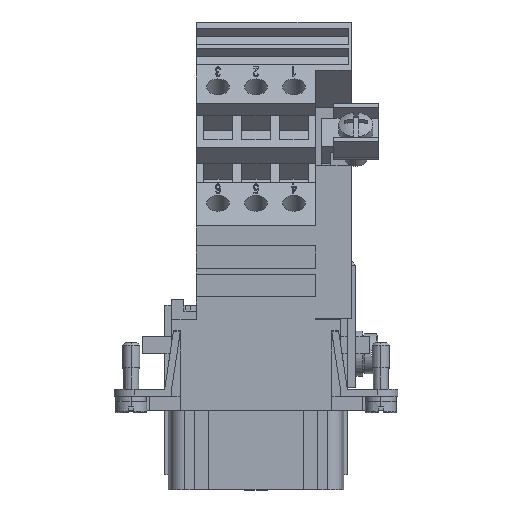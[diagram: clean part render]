
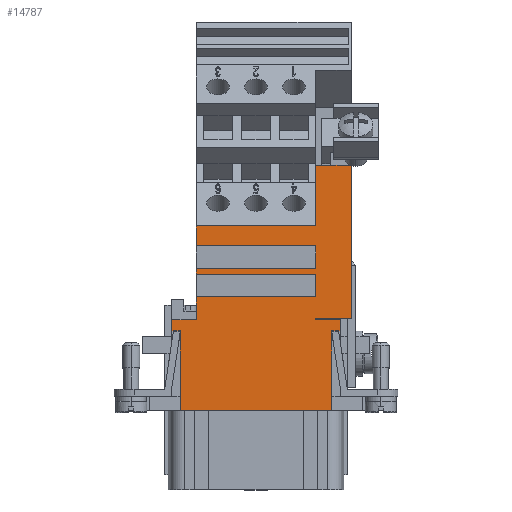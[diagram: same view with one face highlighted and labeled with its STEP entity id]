
A CAD part, top view. The second image highlights one B-rep face of the part: STEP entity #14787.
In plain terms, the highlighted planar face has unit normal (0, 0, 1).
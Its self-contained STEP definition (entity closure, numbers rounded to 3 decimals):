
#4774=CARTESIAN_POINT('',(13.35,0.0,17.0));
#4775=VERTEX_POINT('',#4774);
#4782=CARTESIAN_POINT('',(-13.35,0.0,17.0));
#4783=VERTEX_POINT('',#4782);
#4784=CARTESIAN_POINT('',(13.35,0.0,17.0));
#4785=DIRECTION('',(-1.0,0.0,0.0));
#4786=VECTOR('',#4785,26.7);
#4787=LINE('',#4784,#4786);
#4788=EDGE_CURVE('',#4775,#4783,#4787,.T.);
#7461=CARTESIAN_POINT('',(10.5,32.5,17.));
#7462=VERTEX_POINT('',#7461);
#7487=CARTESIAN_POINT('',(-10.5,32.5,17.));
#7488=VERTEX_POINT('',#7487);
#7495=CARTESIAN_POINT('',(10.5,32.5,17.));
#7496=DIRECTION('',(-1.0,0.0,0.0));
#7497=VECTOR('',#7496,21.);
#7498=LINE('',#7495,#7497);
#7499=EDGE_CURVE('',#7462,#7488,#7498,.T.);
#14397=CARTESIAN_POINT('',(-10.5,20.0,17.0));
#14398=VERTEX_POINT('',#14397);
#14405=CARTESIAN_POINT('',(10.5,20.0,17.0));
#14406=VERTEX_POINT('',#14405);
#14407=CARTESIAN_POINT('',(10.5,20.0,17.0));
#14408=DIRECTION('',(-1.0,0.0,0.0));
#14409=VECTOR('',#14408,21.);
#14410=LINE('',#14407,#14409);
#14411=EDGE_CURVE('',#14406,#14398,#14410,.T.);
#14436=CARTESIAN_POINT('',(10.5,24.0,17.0));
#14437=VERTEX_POINT('',#14436);
#14438=CARTESIAN_POINT('',(10.5,24.0,17.0));
#14439=DIRECTION('',(0.0,-1.0,0.0));
#14440=VECTOR('',#14439,4.0);
#14441=LINE('',#14438,#14440);
#14442=EDGE_CURVE('',#14437,#14406,#14441,.T.);
#14467=CARTESIAN_POINT('',(-10.5,24.0,17.0));
#14468=VERTEX_POINT('',#14467);
#14469=CARTESIAN_POINT('',(-10.5,24.0,17.0));
#14470=DIRECTION('',(1.0,0.0,0.0));
#14471=VECTOR('',#14470,21.);
#14472=LINE('',#14469,#14471);
#14473=EDGE_CURVE('',#14468,#14437,#14472,.T.);
#14516=CARTESIAN_POINT('',(-10.5,25.0,17.0));
#14517=VERTEX_POINT('',#14516);
#14524=CARTESIAN_POINT('',(10.5,25.0,17.0));
#14525=VERTEX_POINT('',#14524);
#14526=CARTESIAN_POINT('',(10.5,25.0,17.0));
#14527=DIRECTION('',(-1.0,0.0,0.0));
#14528=VECTOR('',#14527,21.);
#14529=LINE('',#14526,#14528);
#14530=EDGE_CURVE('',#14525,#14517,#14529,.T.);
#14555=CARTESIAN_POINT('',(10.5,29.0,17.0));
#14556=VERTEX_POINT('',#14555);
#14557=CARTESIAN_POINT('',(10.5,29.0,17.0));
#14558=DIRECTION('',(0.0,-1.0,0.0));
#14559=VECTOR('',#14558,4.0);
#14560=LINE('',#14557,#14559);
#14561=EDGE_CURVE('',#14556,#14525,#14560,.T.);
#14586=CARTESIAN_POINT('',(-10.5,29.0,17.0));
#14587=VERTEX_POINT('',#14586);
#14588=CARTESIAN_POINT('',(-10.5,29.0,17.0));
#14589=DIRECTION('',(1.0,0.0,0.0));
#14590=VECTOR('',#14589,21.);
#14591=LINE('',#14588,#14590);
#14592=EDGE_CURVE('',#14587,#14556,#14591,.T.);
#14620=CARTESIAN_POINT('',(-10.5,0.0,17.0));
#14621=DIRECTION('',(0.0,0.0,1.0));
#14622=DIRECTION('',(1.0,0.0,0.0));
#14623=AXIS2_PLACEMENT_3D('',#14620,#14621,#14622);
#14624=PLANE('',#14623);
#14625=ORIENTED_EDGE('',*,*,#14473,.T.);
#14626=ORIENTED_EDGE('',*,*,#14442,.T.);
#14627=ORIENTED_EDGE('',*,*,#14411,.T.);
#14628=CARTESIAN_POINT('',(-10.5,16.0,17.0));
#14629=VERTEX_POINT('',#14628);
#14630=CARTESIAN_POINT('',(-10.5,16.0,17.0));
#14631=DIRECTION('',(0.0,1.0,0.0));
#14632=VECTOR('',#14631,4.0);
#14633=LINE('',#14630,#14632);
#14634=EDGE_CURVE('',#14629,#14398,#14633,.T.);
#14635=ORIENTED_EDGE('',*,*,#14634,.F.);
#14636=CARTESIAN_POINT('',(-14.85,16.0,17.));
#14637=VERTEX_POINT('',#14636);
#14638=CARTESIAN_POINT('',(-10.5,16.0,17.0));
#14639=DIRECTION('',(-1.0,0.0,0.0));
#14640=VECTOR('',#14639,4.35);
#14641=LINE('',#14638,#14640);
#14642=EDGE_CURVE('',#14629,#14637,#14641,.T.);
#14643=ORIENTED_EDGE('',*,*,#14642,.T.);
#14644=CARTESIAN_POINT('',(-14.85,14.,17.));
#14645=VERTEX_POINT('',#14644);
#14646=CARTESIAN_POINT('',(-14.85,14.,17.));
#14647=DIRECTION('',(0.0,1.0,0.0));
#14648=VECTOR('',#14647,2.);
#14649=LINE('',#14646,#14648);
#14650=EDGE_CURVE('',#14645,#14637,#14649,.T.);
#14651=ORIENTED_EDGE('',*,*,#14650,.F.);
#14652=CARTESIAN_POINT('',(-14.536,14.,17.0));
#14653=VERTEX_POINT('',#14652);
#14654=CARTESIAN_POINT('',(-14.85,14.,17.));
#14655=DIRECTION('',(1.0,0.0,0.0));
#14656=VECTOR('',#14655,0.314);
#14657=LINE('',#14654,#14656);
#14658=EDGE_CURVE('',#14645,#14653,#14657,.T.);
#14659=ORIENTED_EDGE('',*,*,#14658,.T.);
#14660=CARTESIAN_POINT('',(-13.35,14.,17.0));
#14661=VERTEX_POINT('',#14660);
#14662=CARTESIAN_POINT('',(-14.536,14.,17.0));
#14663=DIRECTION('',(1.0,0.0,0.0));
#14664=VECTOR('',#14663,1.186);
#14665=LINE('',#14662,#14664);
#14666=EDGE_CURVE('',#14653,#14661,#14665,.T.);
#14667=ORIENTED_EDGE('',*,*,#14666,.T.);
#14668=CARTESIAN_POINT('',(-13.35,13.818,17.0));
#14669=VERTEX_POINT('',#14668);
#14670=CARTESIAN_POINT('',(-13.35,14.,17.0));
#14671=DIRECTION('',(0.0,-1.0,0.0));
#14672=VECTOR('',#14671,0.182);
#14673=LINE('',#14670,#14672);
#14674=EDGE_CURVE('',#14661,#14669,#14673,.T.);
#14675=ORIENTED_EDGE('',*,*,#14674,.T.);
#14676=CARTESIAN_POINT('',(-13.35,13.818,17.0));
#14677=DIRECTION('',(0.0,-1.0,0.0));
#14678=VECTOR('',#14677,13.818);
#14679=LINE('',#14676,#14678);
#14680=EDGE_CURVE('',#14669,#4783,#14679,.T.);
#14681=ORIENTED_EDGE('',*,*,#14680,.T.);
#14682=ORIENTED_EDGE('',*,*,#4788,.F.);
#14683=CARTESIAN_POINT('',(13.35,13.818,17.0));
#14684=VERTEX_POINT('',#14683);
#14685=CARTESIAN_POINT('',(13.35,0.0,17.0));
#14686=DIRECTION('',(0.0,1.0,0.0));
#14687=VECTOR('',#14686,13.818);
#14688=LINE('',#14685,#14687);
#14689=EDGE_CURVE('',#4775,#14684,#14688,.T.);
#14690=ORIENTED_EDGE('',*,*,#14689,.T.);
#14691=CARTESIAN_POINT('',(13.35,14.,17.0));
#14692=VERTEX_POINT('',#14691);
#14693=CARTESIAN_POINT('',(13.35,13.818,17.0));
#14694=DIRECTION('',(0.0,1.0,0.0));
#14695=VECTOR('',#14694,0.182);
#14696=LINE('',#14693,#14695);
#14697=EDGE_CURVE('',#14684,#14692,#14696,.T.);
#14698=ORIENTED_EDGE('',*,*,#14697,.T.);
#14699=CARTESIAN_POINT('',(14.536,14.,17.0));
#14700=VERTEX_POINT('',#14699);
#14701=CARTESIAN_POINT('',(13.35,14.,17.0));
#14702=DIRECTION('',(1.0,0.0,0.0));
#14703=VECTOR('',#14702,1.186);
#14704=LINE('',#14701,#14703);
#14705=EDGE_CURVE('',#14692,#14700,#14704,.T.);
#14706=ORIENTED_EDGE('',*,*,#14705,.T.);
#14707=CARTESIAN_POINT('',(14.85,14.,17.0));
#14708=VERTEX_POINT('',#14707);
#14709=CARTESIAN_POINT('',(14.536,14.,17.0));
#14710=DIRECTION('',(1.0,0.0,0.0));
#14711=VECTOR('',#14710,0.314);
#14712=LINE('',#14709,#14711);
#14713=EDGE_CURVE('',#14700,#14708,#14712,.T.);
#14714=ORIENTED_EDGE('',*,*,#14713,.T.);
#14715=CARTESIAN_POINT('',(14.85,16.0,17.0));
#14716=VERTEX_POINT('',#14715);
#14717=CARTESIAN_POINT('',(14.85,14.,17.0));
#14718=DIRECTION('',(0.0,1.0,0.0));
#14719=VECTOR('',#14718,2.);
#14720=LINE('',#14717,#14719);
#14721=EDGE_CURVE('',#14708,#14716,#14720,.T.);
#14722=ORIENTED_EDGE('',*,*,#14721,.T.);
#14723=CARTESIAN_POINT('',(10.5,16.0,17.0));
#14724=VERTEX_POINT('',#14723);
#14725=CARTESIAN_POINT('',(14.85,16.0,17.0));
#14726=DIRECTION('',(-1.0,0.0,0.0));
#14727=VECTOR('',#14726,4.35);
#14728=LINE('',#14725,#14727);
#14729=EDGE_CURVE('',#14716,#14724,#14728,.T.);
#14730=ORIENTED_EDGE('',*,*,#14729,.T.);
#14731=CARTESIAN_POINT('',(10.5,16.2,17.0));
#14732=VERTEX_POINT('',#14731);
#14733=CARTESIAN_POINT('',(10.5,16.2,17.0));
#14734=DIRECTION('',(0.0,-1.0,0.0));
#14735=VECTOR('',#14734,0.2);
#14736=LINE('',#14733,#14735);
#14737=EDGE_CURVE('',#14732,#14724,#14736,.T.);
#14738=ORIENTED_EDGE('',*,*,#14737,.F.);
#14739=CARTESIAN_POINT('',(16.8,16.2,17.0));
#14740=VERTEX_POINT('',#14739);
#14741=CARTESIAN_POINT('',(16.8,16.2,17.0));
#14742=DIRECTION('',(-1.0,0.0,0.0));
#14743=VECTOR('',#14742,6.3);
#14744=LINE('',#14741,#14743);
#14745=EDGE_CURVE('',#14740,#14732,#14744,.T.);
#14746=ORIENTED_EDGE('',*,*,#14745,.F.);
#14747=CARTESIAN_POINT('',(16.8,43.2,17.));
#14748=VERTEX_POINT('',#14747);
#14749=CARTESIAN_POINT('',(16.8,43.2,17.));
#14750=DIRECTION('',(0.0,-1.0,0.0));
#14751=VECTOR('',#14750,27.0);
#14752=LINE('',#14749,#14751);
#14753=EDGE_CURVE('',#14748,#14740,#14752,.T.);
#14754=ORIENTED_EDGE('',*,*,#14753,.F.);
#14755=CARTESIAN_POINT('',(10.5,43.2,17.));
#14756=VERTEX_POINT('',#14755);
#14757=CARTESIAN_POINT('',(16.8,43.2,17.));
#14758=DIRECTION('',(-1.0,0.0,0.0));
#14759=VECTOR('',#14758,6.3);
#14760=LINE('',#14757,#14759);
#14761=EDGE_CURVE('',#14748,#14756,#14760,.T.);
#14762=ORIENTED_EDGE('',*,*,#14761,.T.);
#14763=CARTESIAN_POINT('',(10.5,43.2,17.));
#14764=DIRECTION('',(0.0,-1.0,0.0));
#14765=VECTOR('',#14764,10.7);
#14766=LINE('',#14763,#14765);
#14767=EDGE_CURVE('',#14756,#7462,#14766,.T.);
#14768=ORIENTED_EDGE('',*,*,#14767,.T.);
#14769=ORIENTED_EDGE('',*,*,#7499,.T.);
#14770=CARTESIAN_POINT('',(-10.5,29.0,17.0));
#14771=DIRECTION('',(0.0,1.0,0.0));
#14772=VECTOR('',#14771,3.5);
#14773=LINE('',#14770,#14772);
#14774=EDGE_CURVE('',#14587,#7488,#14773,.T.);
#14775=ORIENTED_EDGE('',*,*,#14774,.F.);
#14776=ORIENTED_EDGE('',*,*,#14592,.T.);
#14777=ORIENTED_EDGE('',*,*,#14561,.T.);
#14778=ORIENTED_EDGE('',*,*,#14530,.T.);
#14779=CARTESIAN_POINT('',(-10.5,24.0,17.0));
#14780=DIRECTION('',(0.0,1.0,0.0));
#14781=VECTOR('',#14780,1.0);
#14782=LINE('',#14779,#14781);
#14783=EDGE_CURVE('',#14468,#14517,#14782,.T.);
#14784=ORIENTED_EDGE('',*,*,#14783,.F.);
#14785=EDGE_LOOP('',(#14625,#14626,#14627,#14635,#14643,#14651,#14659,#14667,#14675,#14681,#14682,#14690,#14698,#14706,#14714,#14722,#14730,#14738,#14746,#14754,#14762,#14768,#14769,#14775,#14776,#14777,#14778,#14784));
#14786=FACE_OUTER_BOUND('',#14785,.T.);
#14787=ADVANCED_FACE('',(#14786),#14624,.T.);
